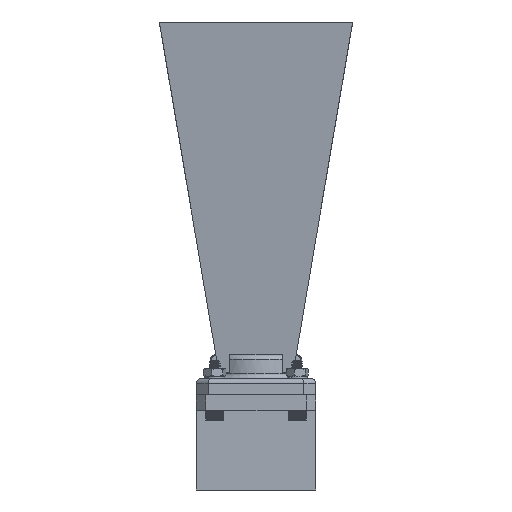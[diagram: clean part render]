
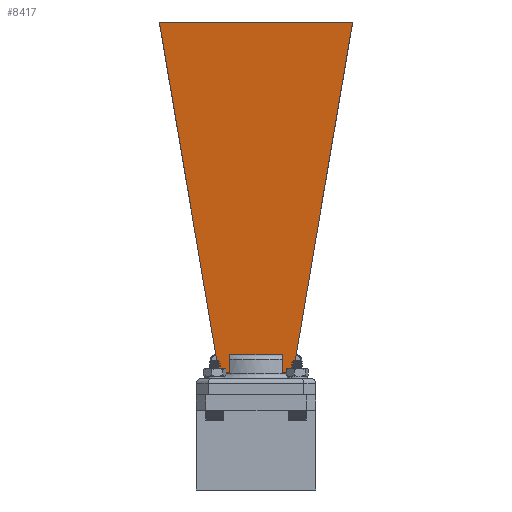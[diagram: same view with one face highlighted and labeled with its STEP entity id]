
A CAD part, front view. The second image highlights one B-rep face of the part: STEP entity #8417.
In plain terms, the highlighted face is planar.
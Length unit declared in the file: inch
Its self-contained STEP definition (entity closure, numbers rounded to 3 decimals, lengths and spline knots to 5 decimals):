
#174 = DIRECTION ( 'NONE',  ( 0., 0.994, 0.108 ) ) ;
#216 = ORIENTED_EDGE ( 'NONE', *, *, #4897, .T. ) ;
#333 = EDGE_CURVE ( 'NONE', #10925, #1525, #15864, .T. ) ;
#1026 = CARTESIAN_POINT ( 'NONE',  ( -0.332, 0.2835, 0.24985 ) ) ;
#1129 = CARTESIAN_POINT ( 'NONE',  ( 0.6027, 1.07454, 0.33555 ) ) ;
#1265 = EDGE_CURVE ( 'NONE', #3843, #12456, #9265, .T. ) ;
#1525 = VERTEX_POINT ( 'NONE', #4320 ) ;
#1587 = VERTEX_POINT ( 'NONE', #7900 ) ;
#2340 = VECTOR ( 'NONE', #4654, 39.37008 ) ;
#2921 = VECTOR ( 'NONE', #8506, 39.37008 ) ;
#3099 = VECTOR ( 'NONE', #14896, 39.37008 ) ;
#3123 = VECTOR ( 'NONE', #174, 39.37008 ) ;
#3126 = LINE ( 'NONE', #1026, #2340 ) ;
#3606 = CARTESIAN_POINT ( 'NONE',  ( 5.31371, 4.67923, 0.72606 ) ) ;
#3656 = FACE_OUTER_BOUND ( 'NONE', #15568, .T. ) ;
#3703 = VERTEX_POINT ( 'NONE', #15790 ) ;
#3843 = VERTEX_POINT ( 'NONE', #16052 ) ;
#3891 = CARTESIAN_POINT ( 'NONE',  ( -0.332, 0.2835, 0.24985 ) ) ;
#4320 = CARTESIAN_POINT ( 'NONE',  ( -0.332, 0.5, 0.27331 ) ) ;
#4609 = EDGE_CURVE ( 'NONE', #4726, #12456, #5044, .T. ) ;
#4654 = DIRECTION ( 'NONE',  ( 1., 0., 0. ) ) ;
#4726 = VERTEX_POINT ( 'NONE', #13221 ) ;
#4897 = EDGE_CURVE ( 'NONE', #1587, #3703, #12596, .T. ) ;
#4933 = ORIENTED_EDGE ( 'NONE', *, *, #333, .T. ) ;
#5044 = LINE ( 'NONE', #7153, #9903 ) ;
#5149 = ORIENTED_EDGE ( 'NONE', *, *, #8566, .T. ) ;
#5580 = CARTESIAN_POINT ( 'NONE',  ( 0.46832, 0.2835, 0.24985 ) ) ;
#5762 = PLANE ( 'NONE',  #14338 ) ;
#5820 = DIRECTION ( 'NONE',  ( 0., 0.108, -0.994 ) ) ;
#6313 = CARTESIAN_POINT ( 'NONE',  ( -0.332, 0.46044, 0.26902 ) ) ;
#6566 = DIRECTION ( 'NONE',  ( 1., 0., 0. ) ) ;
#6628 = CARTESIAN_POINT ( 'NONE',  ( -1.07885, 0.5, 0.27331 ) ) ;
#6691 = EDGE_CURVE ( 'NONE', #1525, #13768, #15665, .T. ) ;
#6972 = ORIENTED_EDGE ( 'NONE', *, *, #4609, .T. ) ;
#7153 = CARTESIAN_POINT ( 'NONE',  ( 0.332, 0.2835, 0.24985 ) ) ;
#7227 = ORIENTED_EDGE ( 'NONE', *, *, #10533, .T. ) ;
#7642 = ORIENTED_EDGE ( 'NONE', *, *, #1265, .F. ) ;
#7840 = EDGE_CURVE ( 'NONE', #13768, #4726, #9652, .T. ) ;
#7900 = CARTESIAN_POINT ( 'NONE',  ( -1.21508, 4.67923, 0.72606 ) ) ;
#8417 = ADVANCED_FACE ( 'NONE', ( #3656 ), #5762, .F. ) ;
#8506 = DIRECTION ( 'NONE',  ( 0.167, -0.98, -0.106 ) ) ;
#8566 = EDGE_CURVE ( 'NONE', #3843, #1587, #13127, .T. ) ;
#9265 = LINE ( 'NONE', #1129, #16018 ) ;
#9270 = VECTOR ( 'NONE', #12315, 39.37008 ) ;
#9489 = VECTOR ( 'NONE', #6566, 39.37008 ) ;
#9652 = LINE ( 'NONE', #10128, #3099 ) ;
#9903 = VECTOR ( 'NONE', #15657, 39.37008 ) ;
#10128 = CARTESIAN_POINT ( 'NONE',  ( 0.332, 0.46044, 0.26902 ) ) ;
#10533 = EDGE_CURVE ( 'NONE', #3703, #10925, #3126, .T. ) ;
#10881 = ORIENTED_EDGE ( 'NONE', *, *, #6691, .T. ) ;
#10925 = VERTEX_POINT ( 'NONE', #3891 ) ;
#10938 = DIRECTION ( 'NONE',  ( 0., 0.994, 0.108 ) ) ;
#12315 = DIRECTION ( 'NONE',  ( -1., 0., 0. ) ) ;
#12456 = VERTEX_POINT ( 'NONE', #5580 ) ;
#12596 = LINE ( 'NONE', #15803, #2921 ) ;
#12973 = CARTESIAN_POINT ( 'NONE',  ( 0.332, 0.5, 0.27331 ) ) ;
#13127 = LINE ( 'NONE', #3606, #9270 ) ;
#13221 = CARTESIAN_POINT ( 'NONE',  ( 0.332, 0.2835, 0.24985 ) ) ;
#13768 = VERTEX_POINT ( 'NONE', #12973 ) ;
#14338 = AXIS2_PLACEMENT_3D ( 'NONE', #15762, #5820, #10938 ) ;
#14797 = DIRECTION ( 'NONE',  ( -0.167, -0.98, -0.106 ) ) ;
#14896 = DIRECTION ( 'NONE',  ( 0., -0.994, -0.108 ) ) ;
#15568 = EDGE_LOOP ( 'NONE', ( #216, #7227, #4933, #10881, #15719, #6972, #7642, #5149 ) ) ;
#15657 = DIRECTION ( 'NONE',  ( 1., 0., 0. ) ) ;
#15665 = LINE ( 'NONE', #6628, #9489 ) ;
#15719 = ORIENTED_EDGE ( 'NONE', *, *, #7840, .T. ) ;
#15762 = CARTESIAN_POINT ( 'NONE',  ( 5.31371, 0.2835, 0.24985 ) ) ;
#15790 = CARTESIAN_POINT ( 'NONE',  ( -0.46832, 0.2835, 0.24985 ) ) ;
#15803 = CARTESIAN_POINT ( 'NONE',  ( -0.6027, 1.07454, 0.33555 ) ) ;
#15864 = LINE ( 'NONE', #6313, #3123 ) ;
#16018 = VECTOR ( 'NONE', #14797, 39.37008 ) ;
#16052 = CARTESIAN_POINT ( 'NONE',  ( 1.21508, 4.67923, 0.72606 ) ) ;
